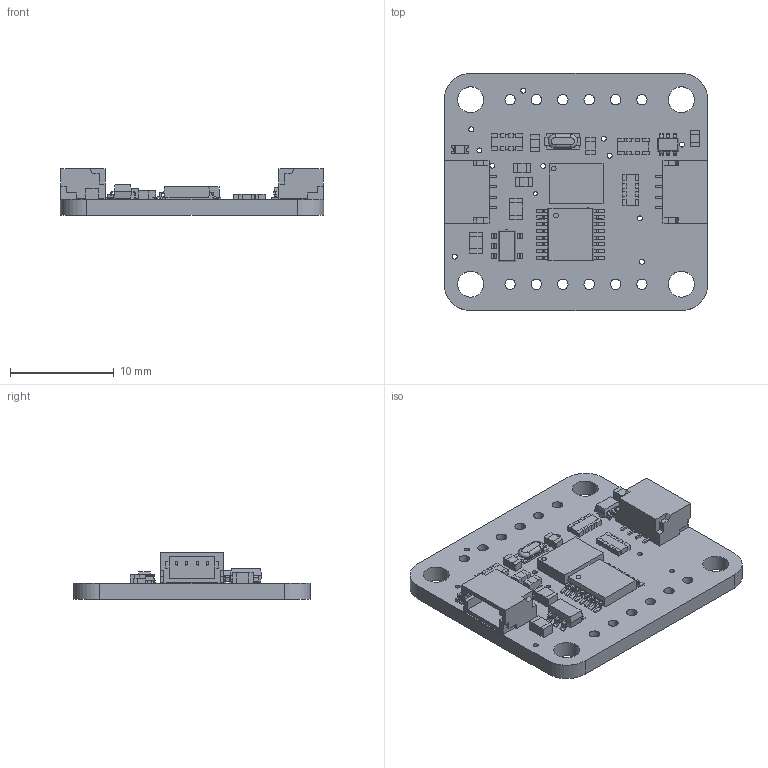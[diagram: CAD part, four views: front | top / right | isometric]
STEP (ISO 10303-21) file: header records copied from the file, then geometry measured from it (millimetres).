
FILE_DESCRIPTION(/* description */ (''),/* implementation_level */ '2;1');
FILE_NAME(/* name */ '4754 BNO085 STEMMA QT v2.step',/* time_stamp */ '2025-04-19T14:38:27-04:00',/* author */ (''),/* organization */ (''),/* preprocessor_version */ 'ST-DEVELOPER v20.1',/* originating_system */ 'Autodesk Translation Framework v14.4.0.0',/* authorisation */ '');
FILE_SCHEMA (('AUTOMOTIVE_DESIGN { 1 0 10303 214 3 1 1 }'));
Length unit declared in the file: millimetre
Products named in the file (12): PCB Component; Board; AP2112K-3.3; BSS138; GREEN; BNO080; 32.768; 74AHC4050; 10uF; 22pF; 10K; STEMMA_I2C_QT
Assembly tree (19 placements, depth 2):
  PCB Component
    Board
    10uF  x2
    AP2112K-3.3
    22pF  x5
    10K  x3
    BSS138
    STEMMA_I2C_QT  x2
    GREEN
    BNO080
    32.768
    74AHC4050
Bounding box: 25.4 x 22.86 x 4.53 mm (x, y, z)
Volume: 1014.3 mm3; surface area: 2067.7 mm2
Topology: 55 solids, 55 shells, 1360 faces, 3545 edges, 2336 vertices
Faces by surface type: plane 1183, cylinder 171, bspline 4, torus 2
Full cylindrical faces by diameter (mm): 0.394 x2, 0.45 x2, 0.463 x1, 0.483 x28, 1 x12, 2.5 x4
Entity records: 33332 total; most frequent: CARTESIAN_POINT 5763, ORIENTED_EDGE 5522, DIRECTION 5323, EDGE_CURVE 2761, LINE 2399, VECTOR 2399, VERTEX_POINT 1814, AXIS2_PLACEMENT_3D 1462
